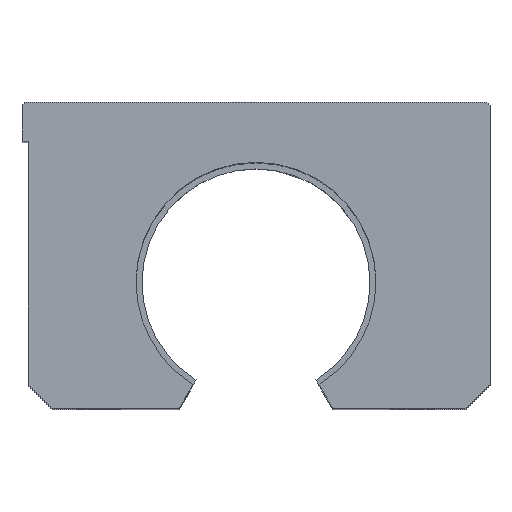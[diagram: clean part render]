
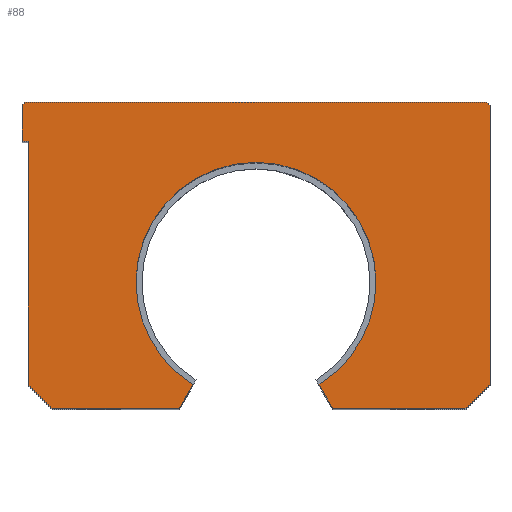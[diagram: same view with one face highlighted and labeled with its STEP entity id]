
A CAD part, top view. The second image highlights one B-rep face of the part: STEP entity #88.
In plain terms, the highlighted planar face has unit normal (0, 0, 1).
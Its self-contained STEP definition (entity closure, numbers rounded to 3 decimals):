
#88 = ADVANCED_FACE( '', ( #228 ), #229, .T. );
#228 = FACE_OUTER_BOUND( '', #449, .T. );
#229 = PLANE( '', #450 );
#449 = EDGE_LOOP( '', ( #671, #672, #673, #674, #675, #676, #677, #678, #679, #680, #681, #682, #683, #684 ) );
#450 = AXIS2_PLACEMENT_3D( '', #685, #686, #687 );
#671 = ORIENTED_EDGE( '', *, *, #1187, .T. );
#672 = ORIENTED_EDGE( '', *, *, #1188, .F. );
#673 = ORIENTED_EDGE( '', *, *, #1189, .T. );
#674 = ORIENTED_EDGE( '', *, *, #1190, .T. );
#675 = ORIENTED_EDGE( '', *, *, #1191, .T. );
#676 = ORIENTED_EDGE( '', *, *, #1192, .T. );
#677 = ORIENTED_EDGE( '', *, *, #1193, .T. );
#678 = ORIENTED_EDGE( '', *, *, #1194, .T. );
#679 = ORIENTED_EDGE( '', *, *, #1195, .T. );
#680 = ORIENTED_EDGE( '', *, *, #1196, .T. );
#681 = ORIENTED_EDGE( '', *, *, #1197, .T. );
#682 = ORIENTED_EDGE( '', *, *, #1198, .T. );
#683 = ORIENTED_EDGE( '', *, *, #1199, .T. );
#684 = ORIENTED_EDGE( '', *, *, #1200, .F. );
#685 = CARTESIAN_POINT( '', ( 0., 0., 130. ) );
#686 = DIRECTION( '', ( 0., 0., 1. ) );
#687 = DIRECTION( '', ( 1., 0., 0. ) );
#1187 = EDGE_CURVE( '', #1394, #1395, #1396, .T. );
#1188 = EDGE_CURVE( '', #1397, #1395, #1398, .T. );
#1189 = EDGE_CURVE( '', #1397, #1399, #1400, .T. );
#1190 = EDGE_CURVE( '', #1399, #1401, #1402, .T. );
#1191 = EDGE_CURVE( '', #1401, #1403, #1404, .T. );
#1192 = EDGE_CURVE( '', #1403, #1405, #1406, .T. );
#1193 = EDGE_CURVE( '', #1405, #1407, #1408, .T. );
#1194 = EDGE_CURVE( '', #1407, #1409, #1410, .T. );
#1195 = EDGE_CURVE( '', #1409, #1411, #1412, .T. );
#1196 = EDGE_CURVE( '', #1411, #1413, #1414, .T. );
#1197 = EDGE_CURVE( '', #1413, #1415, #1416, .T. );
#1198 = EDGE_CURVE( '', #1415, #1417, #1418, .T. );
#1199 = EDGE_CURVE( '', #1417, #1419, #1420, .T. );
#1200 = EDGE_CURVE( '', #1394, #1419, #1421, .T. );
#1394 = VERTEX_POINT( '', #1700 );
#1395 = VERTEX_POINT( '', #1701 );
#1396 = CIRCLE( '', #1702, 20. );
#1397 = VERTEX_POINT( '', #1703 );
#1398 = LINE( '', #1704, #1705 );
#1399 = VERTEX_POINT( '', #1706 );
#1400 = LINE( '', #1707, #1708 );
#1401 = VERTEX_POINT( '', #1709 );
#1402 = LINE( '', #1710, #1711 );
#1403 = VERTEX_POINT( '', #1712 );
#1404 = LINE( '', #1713, #1714 );
#1405 = VERTEX_POINT( '', #1715 );
#1406 = LINE( '', #1716, #1717 );
#1407 = VERTEX_POINT( '', #1718 );
#1408 = LINE( '', #1719, #1720 );
#1409 = VERTEX_POINT( '', #1721 );
#1410 = LINE( '', #1722, #1723 );
#1411 = VERTEX_POINT( '', #1724 );
#1412 = LINE( '', #1725, #1726 );
#1413 = VERTEX_POINT( '', #1727 );
#1414 = LINE( '', #1728, #1729 );
#1415 = VERTEX_POINT( '', #1730 );
#1416 = LINE( '', #1731, #1732 );
#1417 = VERTEX_POINT( '', #1733 );
#1418 = LINE( '', #1734, #1735 );
#1419 = VERTEX_POINT( '', #1736 );
#1420 = LINE( '', #1737, #1738 );
#1421 = LINE( '', #1739, #1740 );
#1700 = CARTESIAN_POINT( '', ( -10.5, 3.978, 130. ) );
#1701 = CARTESIAN_POINT( '', ( 10.5, 3.978, 130. ) );
#1702 = AXIS2_PLACEMENT_3D( '', #2266, #2267, #2268 );
#1703 = CARTESIAN_POINT( '', ( 12.797, 0., 130. ) );
#1704 = CARTESIAN_POINT( '', ( 13.374, -1., 130. ) );
#1705 = VECTOR( '', #2269, 1000. );
#1706 = CARTESIAN_POINT( '', ( 35., 0., 130. ) );
#1707 = CARTESIAN_POINT( '', ( -34., 0., 130. ) );
#1708 = VECTOR( '', #2270, 1000. );
#1709 = CARTESIAN_POINT( '', ( 39., 4., 130. ) );
#1710 = CARTESIAN_POINT( '', ( 35., 0., 130. ) );
#1711 = VECTOR( '', #2271, 1000. );
#1712 = CARTESIAN_POINT( '', ( 39., 50.5, 130. ) );
#1713 = CARTESIAN_POINT( '', ( 39., 4., 130. ) );
#1714 = VECTOR( '', #2272, 1000. );
#1715 = CARTESIAN_POINT( '', ( 38.5, 51., 130. ) );
#1716 = CARTESIAN_POINT( '', ( 39., 50.5, 130. ) );
#1717 = VECTOR( '', #2273, 1000. );
#1718 = CARTESIAN_POINT( '', ( -38.5, 51., 130. ) );
#1719 = CARTESIAN_POINT( '', ( 38.5, 51., 130. ) );
#1720 = VECTOR( '', #2274, 1000. );
#1721 = CARTESIAN_POINT( '', ( -39., 50.5, 130. ) );
#1722 = CARTESIAN_POINT( '', ( -38.5, 51., 130. ) );
#1723 = VECTOR( '', #2275, 1000. );
#1724 = CARTESIAN_POINT( '', ( -39., 44.5, 130. ) );
#1725 = CARTESIAN_POINT( '', ( -39., 50.5, 130. ) );
#1726 = VECTOR( '', #2276, 1000. );
#1727 = CARTESIAN_POINT( '', ( -38., 44.5, 130. ) );
#1728 = CARTESIAN_POINT( '', ( -39., 44.5, 130. ) );
#1729 = VECTOR( '', #2277, 1000. );
#1730 = CARTESIAN_POINT( '', ( -38., 4., 130. ) );
#1731 = CARTESIAN_POINT( '', ( -38., 44.5, 130. ) );
#1732 = VECTOR( '', #2278, 1000. );
#1733 = CARTESIAN_POINT( '', ( -34., 0., 130. ) );
#1734 = CARTESIAN_POINT( '', ( -38., 4., 130. ) );
#1735 = VECTOR( '', #2279, 1000. );
#1736 = CARTESIAN_POINT( '', ( -12.797, 0., 130. ) );
#1737 = CARTESIAN_POINT( '', ( -34., 0., 130. ) );
#1738 = VECTOR( '', #2280, 1000. );
#1739 = CARTESIAN_POINT( '', ( 0., 22.164, 130. ) );
#1740 = VECTOR( '', #2281, 1000. );
#2266 = CARTESIAN_POINT( '', ( 0., 21., 130. ) );
#2267 = DIRECTION( '', ( 0., 0., -1. ) );
#2268 = DIRECTION( '', ( -1., 0., 0. ) );
#2269 = DIRECTION( '', ( -0.5, 0.866, 0. ) );
#2270 = DIRECTION( '', ( 1., 0., 0. ) );
#2271 = DIRECTION( '', ( 0.707, 0.707, 0. ) );
#2272 = DIRECTION( '', ( 0., 1., 0. ) );
#2273 = DIRECTION( '', ( -0.707, 0.707, 0. ) );
#2274 = DIRECTION( '', ( -1., 0., 0. ) );
#2275 = DIRECTION( '', ( -0.707, -0.707, 0. ) );
#2276 = DIRECTION( '', ( 0., -1., 0. ) );
#2277 = DIRECTION( '', ( 1., 0., 0. ) );
#2278 = DIRECTION( '', ( 0., -1., 0. ) );
#2279 = DIRECTION( '', ( 0.707, -0.707, 0. ) );
#2280 = DIRECTION( '', ( 1., 0., 0. ) );
#2281 = DIRECTION( '', ( -0.5, -0.866, 0. ) );
